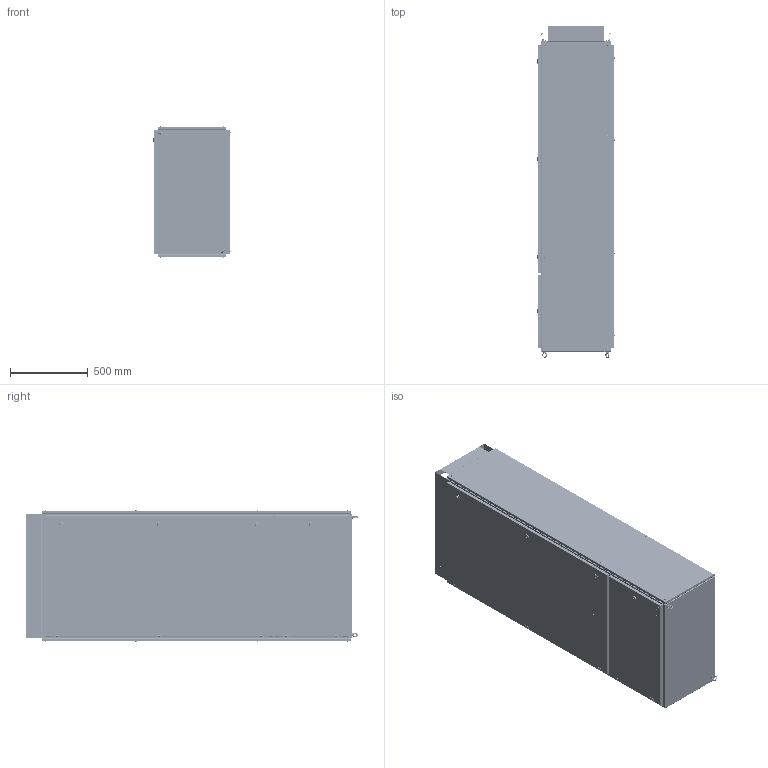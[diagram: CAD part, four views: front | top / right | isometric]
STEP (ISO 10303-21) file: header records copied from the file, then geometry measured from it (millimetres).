
FILE_DESCRIPTION (( 'STEP AP214' ), '1' );
FILE_NAME ('mb15-15-54m ÌÈ-2037.00.00.000 ÂÐÓ-2 IP54 Unit 2000õ800õ450 EKF PROxima.STEP', '2021-11-15T11:09:38', ( '' ), ( '' ), 'SwSTEP 2.0', 'SolidWorks 2021', '' );
FILE_SCHEMA (( 'AUTOMOTIVE_DESIGN' ));
Length unit declared in the file: millimetre
Products named in the file (55): øïèëüêà îáìåäíåííàÿ Ì6õ12; Çàìîê áîëüøîé; pan head cross recess screw_din_DIN EN ISO 7045 - M4 x 12 - Z - 12C; ÌÈ-2028.05.00.001 Ôàëüøïàíåëü; ÌÈ-2026.01.00.004 Ðåéêà; ÓÊ ÌÈ-2037 íà äâåðü íèæí; plain washer grade a_din_Washer DIN 125 - A 8.4; hex screw gradec_din_DIN EN 24018 - M8 x 16-WN; ÌÈ-2029.03.00.000 Ñòåíêà áîêîâàÿ â ñáîðå; ÌÈ-2034.01.01.000 Ïåðåãîðîäêà â ñáîðå; ÌÈ-2034.01.01.001 Ïåðåãîðîäêà; Øïèëüêà Ì6õ12; ÌÈ-2034.01.00.001 Ïîëêà 800; 暑朦鲱 箫腩蝽栩咫铄 梦岩 9833-73; ÌÈ-2028.06.01.000 Øâåëëåð ïåðåäíèé â ñáîðå; ÌÈ-2026.01.00.001 Øâåëëåð áîêîâîé; ÌÈ-2028.01.01.001 Áàëêà; pan head cross recess screw_din_DIN EN ISO 7045 - M4 x 30 - Z - 30C; ïåòëÿ êîðïóñà-1; hex flange nut_din_Hexagon Flange Nut DIN 6923 - M6 - N; ÌÈ-2028.01.01.000 Áàëêà â ñáîðå; ÌÈ-2029.03.00.001 Ñòåíêà áîêîâàÿ; ÓÊ ÌÈ-2028 íà ôàëüøïàíåëü; 侲膹樥罻 EKF_00; ÌÈ-2026.06.00.001 Øâåëëåð áîêîâîé; ÌÈ-2035.01.00.002 Ñòîéêà óãëîâàÿ_‹¥¢ ï; ÌÈ-2028.06.01.001 Øâåëëåð ïåðåäíèé; 邮 倘-2031 磬 耱屙牦 玎漤; ÌÈ-2037.03.00.000 Äâåðü íèæíÿÿ â ñáîðå; ÌÈ-2028.06.00.000 Öîêîëü â ñáîðå; ﾌﾈ-2028.01.00.001 ﾊ; eyebolt580_din_Eyebolt DIN 358-M8-N; Íàêëåéêà_ìîëíèÿ; ��-2035.01.00.002 ������ �������_�ࠢ��; ÌÈ-2029.01.00.002 Ñòîéêà óãëîâàÿ; ÌÈ-2034.02.00.001 Äâåðü âåðõíÿÿ; ÌÈ-2034.02.00.000 Äâåðü âåðõíÿÿ â ñáîðå; Çàêëåïêà öèëèíäðè÷åñêàÿ Ì4 ÑÒ-Á ñ âíóòðåííåé ðåçüáîé_Œ8; ÌÈ-2031.04.00.000 Ñòåíêà çàäíÿÿ â ñáîðå; plain washer small grade a_din_Washer DIN 433 - 8.4 ...
Assembly tree (202 placements, depth 4):
  mb15-15-54m ÌÈ-2037.00.00.000 ÂÐÓ-2 IP54 Unit 2000õ800õ450 EKF PROxima
    ÌÈ-2037.01.00.000 Êàðêàñ â ñáîðå
      ��-2035.01.00.002 ������ �������_�ࠢ��
      ÌÈ-2035.01.00.002 Ñòîéêà óãëîâàÿ_‹¥¢ ï
      ÌÈ-2029.01.00.002 Ñòîéêà óãëîâàÿ  x2
      ﾌﾈ-2028.01.00.001 ﾊ
      ÌÈ-2028.01.01.001 Áàëêà  x2
      ÌÈ-2026.01.00.001 Øâåëëåð áîêîâîé  x4
      ÌÈ-2026.01.00.004 Ðåéêà  x6
      ÌÈ-2028.01.01.000 Áàëêà â ñáîðå  x2
        ÌÈ-2028.01.01.001 Áàëêà
        øïèëüêà îáìåäíåííàÿ Ì6õ12
      Çàêëåïêà öèëèíäðè÷åñêàÿ Ì4 ÑÒ-Á ñ âíóòðåííåé ðåçüáîé_Œ8  x32
      ÌÈ-2034.01.01.000 Ïåðåãîðîäêà â ñáîðå
        ÌÈ-2034.01.01.001 Ïåðåãîðîäêà
        øïèëüêà îáìåäíåííàÿ Ì6õ12
      昈-2026.01.00.005 扰鍙欙樥燲DefaultSM-FLAT-PATTERN  x2
      昈-2263.01.01.001 赶鎀鍧
      ÌÈ-2034.01.00.001 Ïîëêà 800
    ÌÈ-2031.04.00.000 Ñòåíêà çàäíÿÿ â ñáîðå
      ÌÈ-2031.04.00.001 Ñòåíêà çàäíÿÿ
      邮 倘-2031 磬 耱屙牦 玎漤
    ÌÈ-2028.05.00.000 Ôàëüøïàíåëü â ñáîðå
      ÌÈ-2028.05.00.001 Ôàëüøïàíåëü
      ÓÊ ÌÈ-2028 íà ôàëüøïàíåëü
    ÌÈ-2029.03.00.000 Ñòåíêà áîêîâàÿ â ñáîðå  x2
      ÌÈ-2029.03.00.001 Ñòåíêà áîêîâàÿ
      ÓÊ ÌÈ-2029 íà áîêîâóþ ñòåíêó
    ïåòëÿ êîðïóñà-1  x5
    ïåòëÿ 1-1  x5
    Çàìîê áîëüøîé  x4
    hex flange nut_din_Hexagon Flange Nut DIN 6923 - M6 - N  x4
    pan head cross recess screw_din_DIN EN ISO 7045 - M4 x 12 - Z - 12C  x8
    plain washer grade a_din_Washer DIN 125 - A 5.3  x32
    pan head cross recess screw_din_DIN EN ISO 7045 - M4 x 30 - Z - 30C  x24
    hex flange bolt_din_DIN 6921 - M6 x 12 x 12-N  x5
    Øïèëüêà Ð=1  x5
    ÌÈ-2028.06.00.000 Öîêîëü â ñáîðå
      ÌÈ-2028.06.01.000 Øâåëëåð ïåðåäíèé â ñáîðå  x2
        ÌÈ-2028.06.01.001 Øâåëëåð ïåðåäíèé
        Øïèëüêà Ì6õ12
      ÌÈ-2026.06.00.001 Øâåëëåð áîêîâîé  x2
    hex screw gradec_din_DIN EN 24018 - M8 x 16-WN  x4
    plain washer small grade a_din_Washer DIN 433 - 8.4  x4
    hex nut gradec_din_Hexagon Nut ISO 4034 - M8 - N  x6
    侲膹樥罻 EKF_00
    Íàêëåéêà_ìîëíèÿ
    ÌÈ-2034.02.00.000 Äâåðü âåðõíÿÿ â ñáîðå
      ÌÈ-2034.02.00.001 Äâåðü âåðõíÿÿ
      ÓÊ ÌÈ-2034 íà äâåðü âåðõí
      øïèëüêà îáìåäíåííàÿ Ì6õ12
    ÌÈ-2037.03.00.000 Äâåðü íèæíÿÿ â ñáîðå
      ﾌﾈ-2037.03.00.001 ﾄ粢 湜跫
      ÓÊ ÌÈ-2037 íà äâåðü íèæí
      øïèëüêà îáìåäíåííàÿ Ì6õ12
    暑朦鲱 箫腩蝽栩咫铄 梦岩 9833-73  x2
    eyebolt580_din_Eyebolt DIN 358-M8-N  x2
    plain washer grade a_din_Washer DIN 125 - A 8.4  x2
    curved spring lock washer_din_Spring washer DIN 128 - A8  x2
Bounding box: 499.12 x 2139.5 x 848.04 mm (x, y, z)
Volume: 10030220.7 mm3; surface area: 17602696.5 mm2
Topology: 198 solids, 218 shells, 10659 faces, 27334 edges, 17478 vertices
Faces by surface type: plane 5471, cylinder 2146, bspline 1966, cone 660, torus 352, sphere 64
Entity records: 76352 total; most frequent: CARTESIAN_POINT 20082, DIRECTION 10848, ORIENTED_EDGE 10638, EDGE_CURVE 5319, AXIS2_PLACEMENT_3D 3783, VERTEX_POINT 3311, LINE 3282, VECTOR 3282
